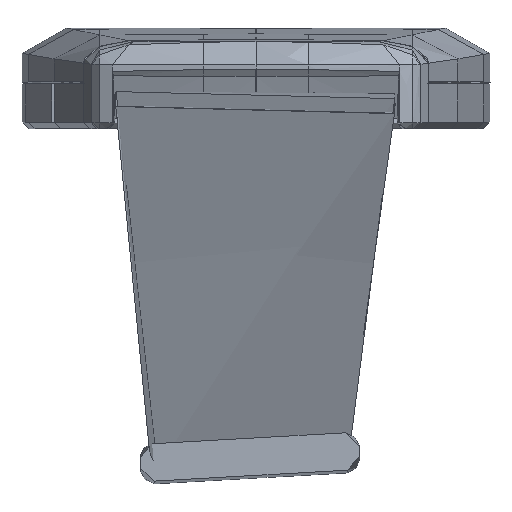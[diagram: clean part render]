
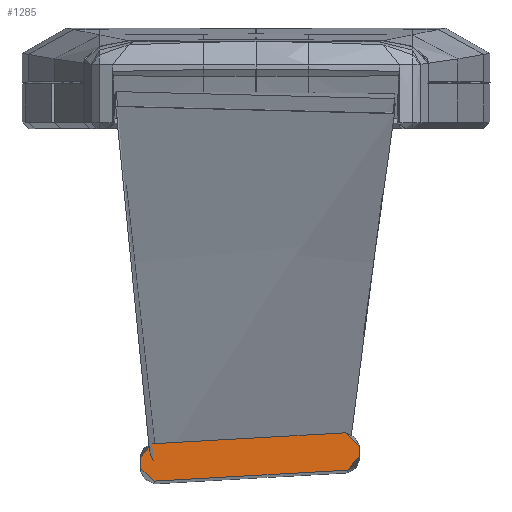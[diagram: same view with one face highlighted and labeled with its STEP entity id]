
A CAD part, left-side view. The second image highlights one B-rep face of the part: STEP entity #1285.
In plain terms, the highlighted free-form (B-spline) face has degree [1, 1] with [2, 2] control points.
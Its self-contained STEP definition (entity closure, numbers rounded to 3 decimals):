
#116=(
BOUNDED_CURVE()
B_SPLINE_CURVE(2,(#12922,#12923,#12924),.UNSPECIFIED.,.F.,.F.)
B_SPLINE_CURVE_WITH_KNOTS((3,3),(0.,1.),.UNSPECIFIED.)
CURVE()
GEOMETRIC_REPRESENTATION_ITEM()
RATIONAL_B_SPLINE_CURVE((1.,0.707,1.))
REPRESENTATION_ITEM($)
);
#117=(
BOUNDED_CURVE()
B_SPLINE_CURVE(2,(#12927,#12928,#12929),.UNSPECIFIED.,.F.,.F.)
B_SPLINE_CURVE_WITH_KNOTS((3,3),(-1.,0.),.UNSPECIFIED.)
CURVE()
GEOMETRIC_REPRESENTATION_ITEM()
RATIONAL_B_SPLINE_CURVE((1.,0.707,1.))
REPRESENTATION_ITEM($)
);
#120=(
BOUNDED_CURVE()
B_SPLINE_CURVE(2,(#12940,#12941,#12942),.UNSPECIFIED.,.F.,.F.)
B_SPLINE_CURVE_WITH_KNOTS((3,3),(-1.,0.),.UNSPECIFIED.)
CURVE()
GEOMETRIC_REPRESENTATION_ITEM()
RATIONAL_B_SPLINE_CURVE((1.,0.707,1.))
REPRESENTATION_ITEM($)
);
#123=(
BOUNDED_CURVE()
B_SPLINE_CURVE(2,(#12955,#12956,#12957),.UNSPECIFIED.,.F.,.F.)
B_SPLINE_CURVE_WITH_KNOTS((3,3),(0.,1.),.UNSPECIFIED.)
CURVE()
GEOMETRIC_REPRESENTATION_ITEM()
RATIONAL_B_SPLINE_CURVE((1.,0.707,1.))
REPRESENTATION_ITEM($)
);
#1285=ADVANCED_FACE($,(#1878),#9967,.T.);
#1878=FACE_OUTER_BOUND($,#2471,.T.);
#2471=EDGE_LOOP($,(#3090,#3091,#3092,#3093,#3094,#3095,#3096,#3097));
#3090=ORIENTED_EDGE($,*,*,#5583,.F.);
#3091=ORIENTED_EDGE($,*,*,#5582,.T.);
#3092=ORIENTED_EDGE($,*,*,#5578,.F.);
#3093=ORIENTED_EDGE($,*,*,#5577,.T.);
#3094=ORIENTED_EDGE($,*,*,#5572,.F.);
#3095=ORIENTED_EDGE($,*,*,#5573,.F.);
#3096=ORIENTED_EDGE($,*,*,#5574,.F.);
#3097=ORIENTED_EDGE($,*,*,#5581,.F.);
#5572=EDGE_CURVE($,#7822,#7821,#116,.T.);
#5573=EDGE_CURVE($,#7824,#7822,#10488,.T.);
#5574=EDGE_CURVE($,#7823,#7824,#117,.T.);
#5577=EDGE_CURVE($,#7825,#7821,#10489,.T.);
#5578=EDGE_CURVE($,#7825,#7826,#120,.T.);
#5581=EDGE_CURVE($,#7827,#7823,#10490,.T.);
#5582=EDGE_CURVE($,#7828,#7826,#10491,.T.);
#5583=EDGE_CURVE($,#7828,#7827,#123,.T.);
#7821=VERTEX_POINT($,#13058);
#7822=VERTEX_POINT($,#13059);
#7823=VERTEX_POINT($,#13060);
#7824=VERTEX_POINT($,#13061);
#7825=VERTEX_POINT($,#13062);
#7826=VERTEX_POINT($,#13063);
#7827=VERTEX_POINT($,#13064);
#7828=VERTEX_POINT($,#13065);
#9967=B_SPLINE_SURFACE_WITH_KNOTS($,1,1,((#13002,#13003),(#13004,#13005)),
.UNSPECIFIED.,.F.,.F.,.F.,(2,2),(2,2),(-0.001,1.434),
(0.,9.825),.UNSPECIFIED.);
#10488=B_SPLINE_CURVE_WITH_KNOTS($,1,(#12925,#12926),.UNSPECIFIED.,.F.,.F.,
(2,2),(0.5,0.932),.UNSPECIFIED.);
#10489=B_SPLINE_CURVE_WITH_KNOTS($,1,(#12938,#12939),.UNSPECIFIED.,.F.,.F.,
(2,2),(0.585,9.239),.UNSPECIFIED.);
#10490=B_SPLINE_CURVE_WITH_KNOTS($,1,(#12951,#12952),.UNSPECIFIED.,.F.,.F.,
(2,2),(0.586,9.24),.UNSPECIFIED.);
#10491=B_SPLINE_CURVE_WITH_KNOTS($,1,(#12953,#12954),.UNSPECIFIED.,.F.,.F.,
(2,2),(0.5,0.933),.UNSPECIFIED.);
#12922=CARTESIAN_POINT($,(-26.676,5.034,-12.546));
#12923=CARTESIAN_POINT($,(-26.689,5.005,-13.045));
#12924=CARTESIAN_POINT($,(-26.69,5.505,-13.074));
#12925=CARTESIAN_POINT($,(-26.665,5.059,-12.114));
#12926=CARTESIAN_POINT($,(-26.676,5.034,-12.546));
#12927=CARTESIAN_POINT($,(-26.652,5.586,-11.644));
#12928=CARTESIAN_POINT($,(-26.652,5.088,-11.616));
#12929=CARTESIAN_POINT($,(-26.665,5.059,-12.114));
#12938=CARTESIAN_POINT($,(-26.701,12.883,-13.492));
#12939=CARTESIAN_POINT($,(-26.69,5.505,-13.074));
#12940=CARTESIAN_POINT($,(-26.701,12.883,-13.492));
#12941=CARTESIAN_POINT($,(-26.702,13.381,-13.52));
#12942=CARTESIAN_POINT($,(-26.689,13.41,-13.022));
#12951=CARTESIAN_POINT($,(-26.663,12.964,-12.062));
#12952=CARTESIAN_POINT($,(-26.652,5.586,-11.644));
#12953=CARTESIAN_POINT($,(-26.677,13.435,-12.59));
#12954=CARTESIAN_POINT($,(-26.689,13.41,-13.022));
#12955=CARTESIAN_POINT($,(-26.677,13.435,-12.59));
#12956=CARTESIAN_POINT($,(-26.664,13.464,-12.091));
#12957=CARTESIAN_POINT($,(-26.663,12.964,-12.062));
#13002=CARTESIAN_POINT($,(-26.664,13.464,-12.089));
#13003=CARTESIAN_POINT($,(-26.652,5.088,-11.614));
#13004=CARTESIAN_POINT($,(-26.702,13.381,-13.522));
#13005=CARTESIAN_POINT($,(-26.689,5.005,-13.047));
#13058=CARTESIAN_POINT($,(-26.69,5.505,-13.074));
#13059=CARTESIAN_POINT($,(-26.676,5.034,-12.546));
#13060=CARTESIAN_POINT($,(-26.652,5.586,-11.644));
#13061=CARTESIAN_POINT($,(-26.665,5.059,-12.114));
#13062=CARTESIAN_POINT($,(-26.701,12.883,-13.492));
#13063=CARTESIAN_POINT($,(-26.689,13.41,-13.022));
#13064=CARTESIAN_POINT($,(-26.663,12.964,-12.062));
#13065=CARTESIAN_POINT($,(-26.677,13.435,-12.59));
